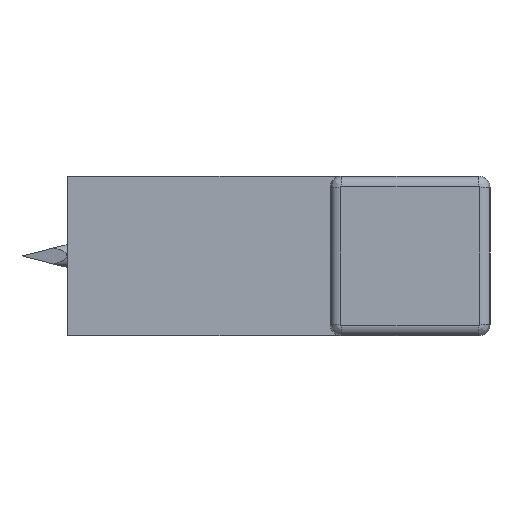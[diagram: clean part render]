
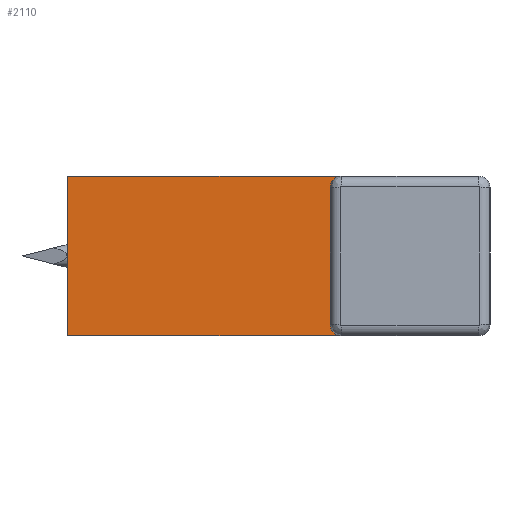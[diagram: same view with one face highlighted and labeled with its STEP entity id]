
A CAD part, left-side view. The second image highlights one B-rep face of the part: STEP entity #2110.
In plain terms, the highlighted planar face has unit normal (-1, 0, 0).
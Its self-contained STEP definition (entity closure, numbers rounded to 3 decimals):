
#71=PLANE('',#2360);
#154=FACE_OUTER_BOUND('',#282,.T.);
#282=EDGE_LOOP('',(#1419,#1420,#1421,#1422,#1423,#1424,#1425,#1426,#1427,
#1428));
#425=LINE('',#3231,#632);
#428=LINE('',#3237,#635);
#429=LINE('',#3239,#636);
#430=LINE('',#3241,#637);
#431=LINE('',#3245,#638);
#432=LINE('',#3247,#639);
#433=LINE('',#3249,#640);
#434=LINE('',#3250,#641);
#632=VECTOR('',#2591,10.);
#635=VECTOR('',#2596,10.);
#636=VECTOR('',#2597,10.);
#637=VECTOR('',#2598,10.);
#638=VECTOR('',#2601,10.);
#639=VECTOR('',#2602,10.);
#640=VECTOR('',#2603,10.);
#641=VECTOR('',#2604,10.);
#838=CIRCLE('',#2357,1.);
#840=CIRCLE('',#2361,1.);
#922=VERTEX_POINT('',#3221);
#923=VERTEX_POINT('',#3222);
#926=VERTEX_POINT('',#3230);
#928=VERTEX_POINT('',#3236);
#929=VERTEX_POINT('',#3238);
#930=VERTEX_POINT('',#3240);
#931=VERTEX_POINT('',#3242);
#932=VERTEX_POINT('',#3244);
#933=VERTEX_POINT('',#3246);
#934=VERTEX_POINT('',#3248);
#1113=EDGE_CURVE('',#922,#923,#838,.T.);
#1117=EDGE_CURVE('',#923,#926,#425,.T.);
#1120=EDGE_CURVE('',#928,#922,#428,.T.);
#1121=EDGE_CURVE('',#928,#929,#429,.T.);
#1122=EDGE_CURVE('',#929,#930,#430,.T.);
#1123=EDGE_CURVE('',#931,#930,#840,.T.);
#1124=EDGE_CURVE('',#932,#931,#431,.T.);
#1125=EDGE_CURVE('',#932,#933,#432,.T.);
#1126=EDGE_CURVE('',#933,#934,#433,.T.);
#1127=EDGE_CURVE('',#934,#926,#434,.T.);
#1419=ORIENTED_EDGE('',*,*,#1113,.F.);
#1420=ORIENTED_EDGE('',*,*,#1120,.F.);
#1421=ORIENTED_EDGE('',*,*,#1121,.T.);
#1422=ORIENTED_EDGE('',*,*,#1122,.T.);
#1423=ORIENTED_EDGE('',*,*,#1123,.F.);
#1424=ORIENTED_EDGE('',*,*,#1124,.F.);
#1425=ORIENTED_EDGE('',*,*,#1125,.T.);
#1426=ORIENTED_EDGE('',*,*,#1126,.T.);
#1427=ORIENTED_EDGE('',*,*,#1127,.T.);
#1428=ORIENTED_EDGE('',*,*,#1117,.F.);
#2110=ADVANCED_FACE('',(#154),#71,.T.);
#2357=AXIS2_PLACEMENT_3D('',#3223,#2583,#2584);
#2360=AXIS2_PLACEMENT_3D('',#3235,#2594,#2595);
#2361=AXIS2_PLACEMENT_3D('',#3243,#2599,#2600);
#2583=DIRECTION('center_axis',(1.,0.,0.));
#2584=DIRECTION('ref_axis',(0.,0.707,-0.707));
#2591=DIRECTION('',(0.,0.,1.));
#2594=DIRECTION('center_axis',(-1.,0.,0.));
#2595=DIRECTION('ref_axis',(0.,0.,1.));
#2596=DIRECTION('',(0.,1.,0.));
#2597=DIRECTION('',(0.,0.,1.));
#2598=DIRECTION('',(0.,1.,0.));
#2599=DIRECTION('center_axis',(1.,0.,0.));
#2600=DIRECTION('ref_axis',(0.,0.707,0.707));
#2601=DIRECTION('',(0.,0.,1.));
#2602=DIRECTION('',(0.,-1.,0.));
#2603=DIRECTION('',(0.,0.,-1.));
#2604=DIRECTION('',(0.,1.,0.));
#3221=CARTESIAN_POINT('',(-14.,36.,-7.));
#3222=CARTESIAN_POINT('',(-14.,37.,-6.));
#3223=CARTESIAN_POINT('Origin',(-14.,36.,-6.));
#3230=CARTESIAN_POINT('',(-14.,37.,-3.));
#3231=CARTESIAN_POINT('',(-14.,37.,-7.));
#3235=CARTESIAN_POINT('Origin',(-14.,0.,-7.));
#3236=CARTESIAN_POINT('',(-14.,0.,-7.));
#3237=CARTESIAN_POINT('',(-14.,0.,-7.));
#3238=CARTESIAN_POINT('',(-14.,0.,7.));
#3239=CARTESIAN_POINT('',(-14.,0.,-7.));
#3240=CARTESIAN_POINT('',(-14.,36.,7.));
#3241=CARTESIAN_POINT('',(-14.,0.,7.));
#3242=CARTESIAN_POINT('',(-14.,37.,6.));
#3243=CARTESIAN_POINT('Origin',(-14.,36.,6.));
#3244=CARTESIAN_POINT('',(-14.,37.,3.));
#3245=CARTESIAN_POINT('',(-14.,37.,-7.));
#3246=CARTESIAN_POINT('',(-14.,23.,3.));
#3247=CARTESIAN_POINT('',(-14.,11.5,3.));
#3248=CARTESIAN_POINT('',(-14.,23.,-3.));
#3249=CARTESIAN_POINT('',(-14.,23.,-5.));
#3250=CARTESIAN_POINT('',(-14.,18.5,-3.));
